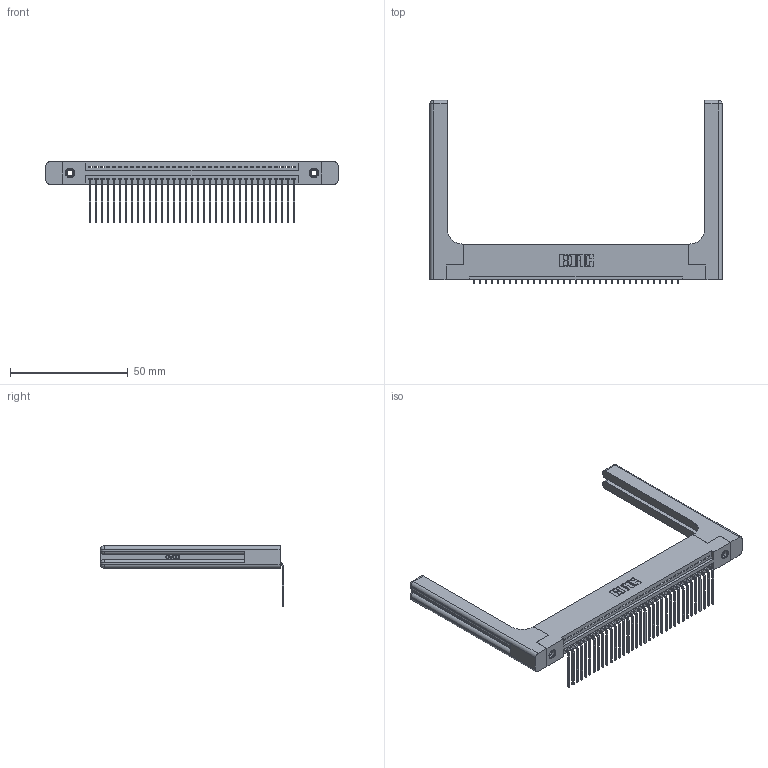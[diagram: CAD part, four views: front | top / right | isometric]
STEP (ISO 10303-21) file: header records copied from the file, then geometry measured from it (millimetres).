
FILE_DESCRIPTION (( 'STEP AP203' ), '1' );
FILE_NAME ('395-035-559-158.STEP', '2019-10-19T20:14:26', ( '' ), ( '' ), 'SwSTEP 2.0', 'SolidWorks 2016', '' );
FILE_SCHEMA (( 'CONFIG_CONTROL_DESIGN' ));
Length unit declared in the file: inch
Products named in the file (5): 345-250-001_345-250-001-102; 345 Part_Flush Mounting Lugs - 0.156 Dia-TH; 345-292-001_558 559 Tail - 1; 395-035-559-158; 345-220-058_345-220-058
Assembly tree (40 placements, depth 2):
  395-035-559-158
    345 Part_Flush Mounting Lugs - 0.156 Dia-TH
    345-292-001_558 559 Tail - 1  x35
    345-250-001_345-250-001-102  x2
    345-220-058_345-220-058  x2
Bounding box: 123.93 x 77.71 x 25.53 mm (x, y, z)
Volume: 20334.9 mm3; surface area: 21616.6 mm2
Topology: 40 solids, 40 shells, 2482 faces, 7377 edges, 4850 vertices
Faces by surface type: plane 1698, cylinder 724, bspline 36, cone 12, sphere 8, torus 4
Entity records: 32550 total; most frequent: CARTESIAN_POINT 6610, ORIENTED_EDGE 5376, DIRECTION 4730, EDGE_CURVE 2688, VECTOR 2324, LINE 2324, VERTEX_POINT 1782, AXIS2_PLACEMENT_3D 1203
